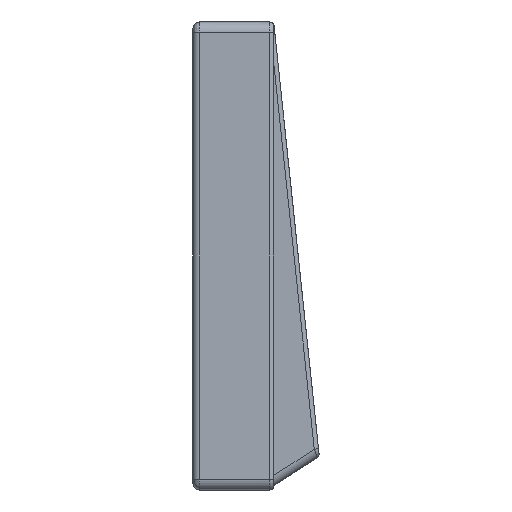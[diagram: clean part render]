
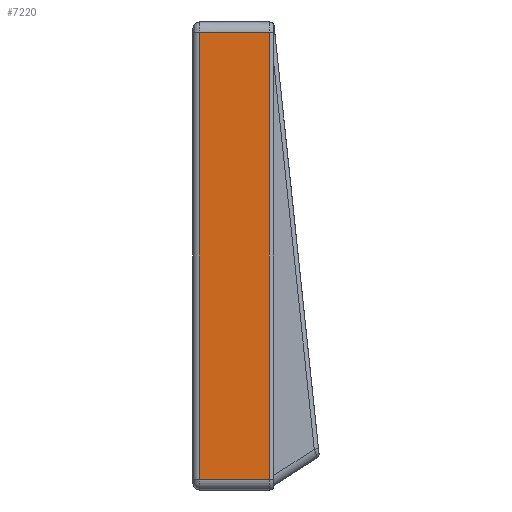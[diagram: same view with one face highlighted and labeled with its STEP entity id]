
A CAD part, left-side view. The second image highlights one B-rep face of the part: STEP entity #7220.
In plain terms, the highlighted planar face has unit normal (-1, 0, 0).
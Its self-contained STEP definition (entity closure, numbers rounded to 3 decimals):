
#153=PLANE('',#7812);
#621=FACE_OUTER_BOUND('',#1038,.T.);
#1038=EDGE_LOOP('',(#5533,#5534,#5535,#5536));
#1983=LINE('',#17084,#2510);
#1984=LINE('',#17086,#2511);
#1985=LINE('',#17088,#2512);
#1986=LINE('',#17089,#2513);
#2510=VECTOR('',#9159,1000.);
#2511=VECTOR('',#9160,10.);
#2512=VECTOR('',#9161,1000.);
#2513=VECTOR('',#9162,1000.);
#3290=VERTEX_POINT('',#17082);
#3291=VERTEX_POINT('',#17083);
#3292=VERTEX_POINT('',#17085);
#3293=VERTEX_POINT('',#17087);
#4196=EDGE_CURVE('',#3290,#3291,#1983,.T.);
#4197=EDGE_CURVE('',#3291,#3292,#1984,.T.);
#4198=EDGE_CURVE('',#3292,#3293,#1985,.T.);
#4199=EDGE_CURVE('',#3293,#3290,#1986,.T.);
#5533=ORIENTED_EDGE('',*,*,#4196,.T.);
#5534=ORIENTED_EDGE('',*,*,#4197,.T.);
#5535=ORIENTED_EDGE('',*,*,#4198,.T.);
#5536=ORIENTED_EDGE('',*,*,#4199,.T.);
#7220=ADVANCED_FACE('',(#621),#153,.F.);
#7812=AXIS2_PLACEMENT_3D('',#17081,#9157,#9158);
#9157=DIRECTION('center_axis',(1.,0.,0.));
#9158=DIRECTION('ref_axis',(0.,0.,-1.));
#9159=DIRECTION('',(0.,-1.,0.));
#9160=DIRECTION('',(0.,0.,1.));
#9161=DIRECTION('',(0.,1.,0.));
#9162=DIRECTION('',(0.,0.,-1.));
#17081=CARTESIAN_POINT('Origin',(-147.85,19.,-55.1));
#17082=CARTESIAN_POINT('',(-147.85,17.5,-52.6));
#17083=CARTESIAN_POINT('',(-147.85,1.,-52.6));
#17084=CARTESIAN_POINT('',(-147.85,19.,-52.6));
#17085=CARTESIAN_POINT('',(-147.85,1.,52.6));
#17086=CARTESIAN_POINT('',(-147.85,1.,-52.6));
#17087=CARTESIAN_POINT('',(-147.85,17.5,52.6));
#17088=CARTESIAN_POINT('',(-147.85,19.,52.6));
#17089=CARTESIAN_POINT('',(-147.85,17.5,-52.6));
